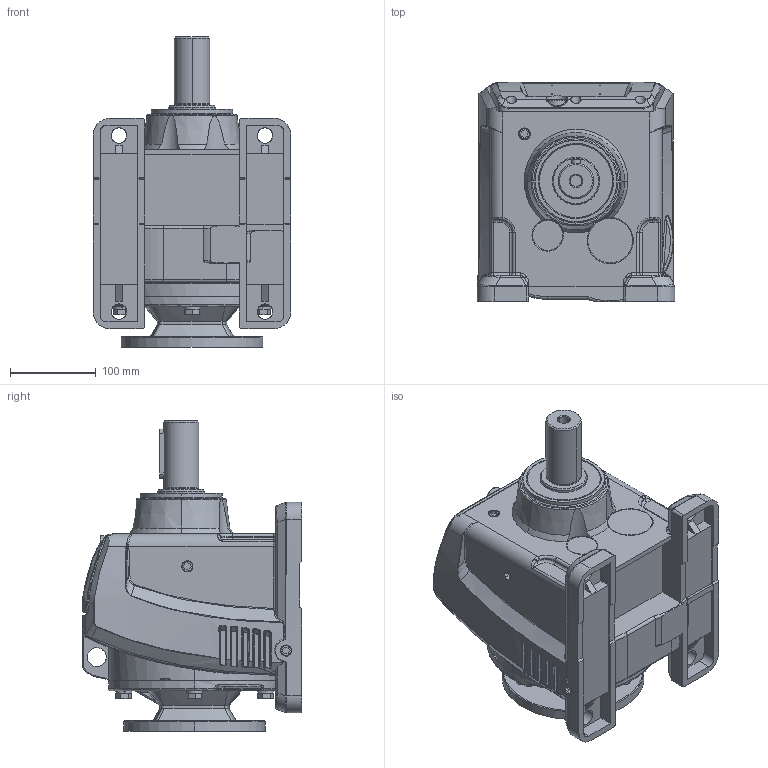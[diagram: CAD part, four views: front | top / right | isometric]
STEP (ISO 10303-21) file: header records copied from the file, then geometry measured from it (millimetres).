
FILE_DESCRIPTION (( 'STEP AP203' ), '1' );
FILE_NAME ('HGR-77-060-B.STEP', '2016-02-08T16:29:47', ( '' ), ( '' ), 'SwSTEP 2.0', 'SolidWorks 2015', '' );
FILE_SCHEMA (( 'CONFIG_CONTROL_DESIGN' ));
Products named in the file (1): HGR-77-060-B
Bounding box: 230 x 255 x 361.5 mm (x, y, z)
Volume: 9064814 mm3; surface area: 605568.7 mm2
Topology: 30 solids, 30 shells, 1200 faces, 3006 edges, 1854 vertices
Faces by surface type: bspline 436, plane 383, cylinder 313, cone 68
Entity records: 71422 total; most frequent: CARTESIAN_POINT 46305, ORIENTED_EDGE 5914, DIRECTION 4129, EDGE_CURVE 2957, VERTEX_POINT 1854, AXIS2_PLACEMENT_3D 1511, EDGE_LOOP 1273, ADVANCED_FACE 1200
